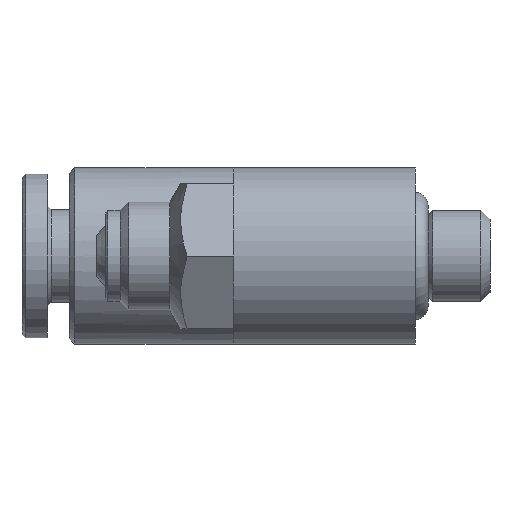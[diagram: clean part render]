
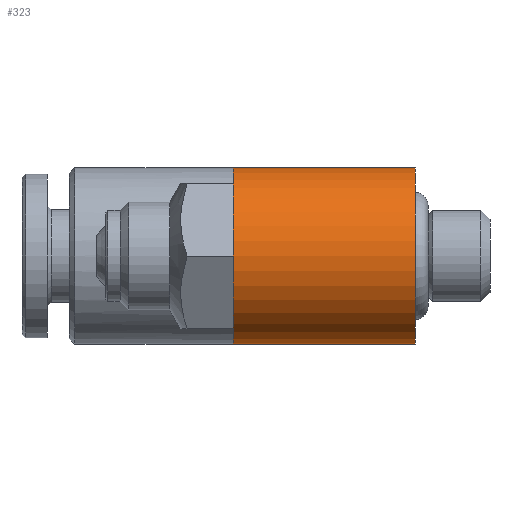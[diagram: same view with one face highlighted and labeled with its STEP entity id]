
A CAD part, left-side view. The second image highlights one B-rep face of the part: STEP entity #323.
In plain terms, the highlighted cylindrical face has radius 4.85 mm (diameter 9.7 mm), a partial arc.
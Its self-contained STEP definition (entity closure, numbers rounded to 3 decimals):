
#320 = VERTEX_POINT ( 'NONE', #1887 ) ;
#322 = EDGE_CURVE ( 'NONE', #406, #320, #1886, .T. ) ;
#323 = ADVANCED_FACE ( 'NONE', ( #1882 ), #1880, .T. ) ;
#324 = EDGE_LOOP ( 'NONE', ( #356, #357, #360, #381, #382, #325 ) ) ;
#325 = ORIENTED_EDGE ( 'NONE', *, *, #390, .F. ) ;
#356 = ORIENTED_EDGE ( 'NONE', *, *, #362, .F. ) ;
#357 = ORIENTED_EDGE ( 'NONE', *, *, #358, .F. ) ;
#358 = EDGE_CURVE ( 'NONE', #359, #402, #1807, .T. ) ;
#359 = VERTEX_POINT ( 'NONE', #1707 ) ;
#360 = ORIENTED_EDGE ( 'NONE', *, *, #380, .T. ) ;
#362 = EDGE_CURVE ( 'NONE', #402, #363, #1706, .T. ) ;
#363 = VERTEX_POINT ( 'NONE', #1702 ) ;
#380 = EDGE_CURVE ( 'NONE', #359, #406, #1691, .T. ) ;
#381 = ORIENTED_EDGE ( 'NONE', *, *, #322, .T. ) ;
#382 = ORIENTED_EDGE ( 'NONE', *, *, #383, .F. ) ;
#383 = EDGE_CURVE ( 'NONE', #391, #320, #1687, .T. ) ;
#390 = EDGE_CURVE ( 'NONE', #363, #391, #1946, .T. ) ;
#391 = VERTEX_POINT ( 'NONE', #1941 ) ;
#402 = VERTEX_POINT ( 'NONE', #1984 ) ;
#406 = VERTEX_POINT ( 'NONE', #1967 ) ;
#1687 = CIRCLE ( 'NONE', #1734, 4.85 ) ;
#1688 = DIRECTION ( 'NONE',  ( 0., -1., 0. ) ) ;
#1689 = VECTOR ( 'NONE', #1688, 1000. ) ;
#1690 = CARTESIAN_POINT ( 'NONE',  ( 0., 2.076, -4.85 ) ) ;
#1691 = LINE ( 'NONE', #1690, #1689 ) ;
#1702 = CARTESIAN_POINT ( 'NONE',  ( 0., 10.1, 4.85 ) ) ;
#1703 = DIRECTION ( 'NONE',  ( 0., -1., 0. ) ) ;
#1704 = VECTOR ( 'NONE', #1703, 1000. ) ;
#1705 = CARTESIAN_POINT ( 'NONE',  ( 0., 2.076, 4.85 ) ) ;
#1706 = LINE ( 'NONE', #1705, #1704 ) ;
#1707 = CARTESIAN_POINT ( 'NONE',  ( 0., 14.1, -4.85 ) ) ;
#1708 = DIRECTION ( 'NONE',  ( 0., 0., 1. ) ) ;
#1709 = DIRECTION ( 'NONE',  ( 0., 1., 0. ) ) ;
#1710 = AXIS2_PLACEMENT_3D ( 'NONE', #1806, #1709, #1708 ) ;
#1731 = DIRECTION ( 'NONE',  ( 0., 0., -1. ) ) ;
#1732 = DIRECTION ( 'NONE',  ( 0., -1., 0. ) ) ;
#1733 = CARTESIAN_POINT ( 'NONE',  ( 0., 4.1, 0. ) ) ;
#1734 = AXIS2_PLACEMENT_3D ( 'NONE', #1733, #1732, #1731 ) ;
#1806 = CARTESIAN_POINT ( 'NONE',  ( 0., 14.1, 0. ) ) ;
#1807 = CIRCLE ( 'NONE', #1710, 4.85 ) ;
#1876 = DIRECTION ( 'NONE',  ( 0., 0., -1. ) ) ;
#1877 = DIRECTION ( 'NONE',  ( 0., -1., 0. ) ) ;
#1878 = CARTESIAN_POINT ( 'NONE',  ( 0., 2.076, 0. ) ) ;
#1879 = AXIS2_PLACEMENT_3D ( 'NONE', #1878, #1877, #1876 ) ;
#1880 = CYLINDRICAL_SURFACE ( 'NONE', #1879, 4.85 ) ;
#1882 = FACE_OUTER_BOUND ( 'NONE', #324, .T. ) ;
#1883 = DIRECTION ( 'NONE',  ( 0., -1., 0. ) ) ;
#1884 = VECTOR ( 'NONE', #1883, 1000. ) ;
#1885 = CARTESIAN_POINT ( 'NONE',  ( 0., 2.076, -4.85 ) ) ;
#1886 = LINE ( 'NONE', #1885, #1884 ) ;
#1887 = CARTESIAN_POINT ( 'NONE',  ( 0., 4.1, -4.85 ) ) ;
#1941 = CARTESIAN_POINT ( 'NONE',  ( 0., 4.1, 4.85 ) ) ;
#1946 = LINE ( 'NONE', #1956, #1955 ) ;
#1954 = DIRECTION ( 'NONE',  ( 0., -1., 0. ) ) ;
#1955 = VECTOR ( 'NONE', #1954, 1000. ) ;
#1956 = CARTESIAN_POINT ( 'NONE',  ( 0., 2.076, 4.85 ) ) ;
#1967 = CARTESIAN_POINT ( 'NONE',  ( 0., 10.1, -4.85 ) ) ;
#1984 = CARTESIAN_POINT ( 'NONE',  ( 0., 14.1, 4.85 ) ) ;
